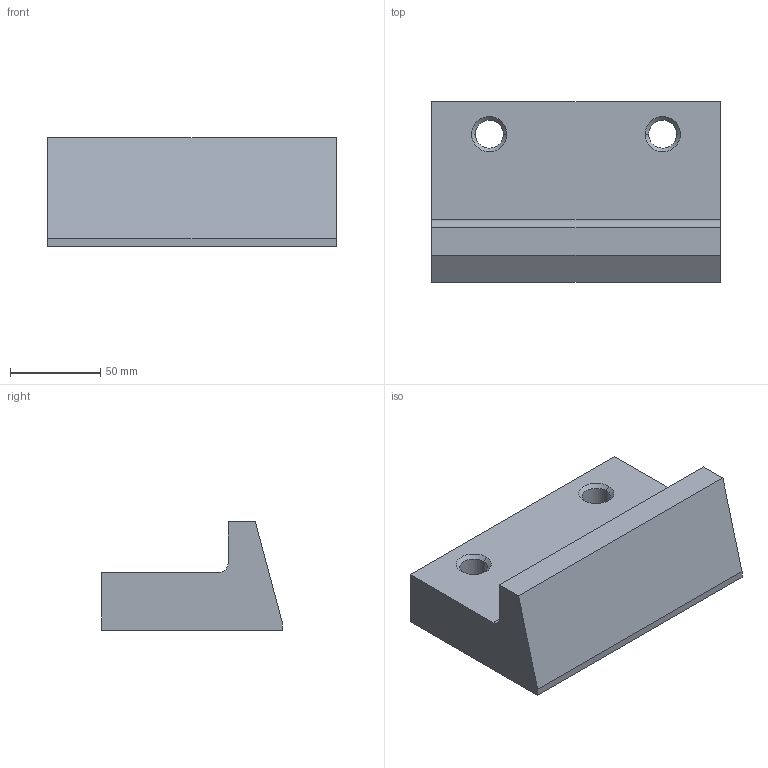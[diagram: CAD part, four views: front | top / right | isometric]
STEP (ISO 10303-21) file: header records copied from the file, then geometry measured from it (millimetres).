
FILE_DESCRIPTION((' '),'2;1');
FILE_NAME( 'Butee portail_V2_3D_20230914.stp', '2023-09-14T15:11:13', (' '), ('--- Datakit www.datakit.com---'), ' Datakit CrossCadWare V2023.1 Dec 22 2022', 'DATAKIT 2023 (c)', ' ');
FILE_SCHEMA(('AUTOMOTIVE_DESIGN { 1 0 10303 214 1 1 1 1 }'));
Length unit declared in the file: millimetre
Products named in the file (1): Part1
Bounding box: 160 x 100 x 60 mm (x, y, z)
Volume: 565091.5 mm3; surface area: 60405.4 mm2
Topology: 1 solids, 1 shells, 48 faces, 114 edges, 63 vertices
Faces by surface type: cone 24, cylinder 15, plane 9
Entity records: 1346 total; most frequent: DIRECTION 252, CARTESIAN_POINT 219, ORIENTED_EDGE 208, EDGE_CURVE 104, AXIS2_PLACEMENT_3D 96, VERTEX_POINT 63, VECTOR 60, LINE 60
